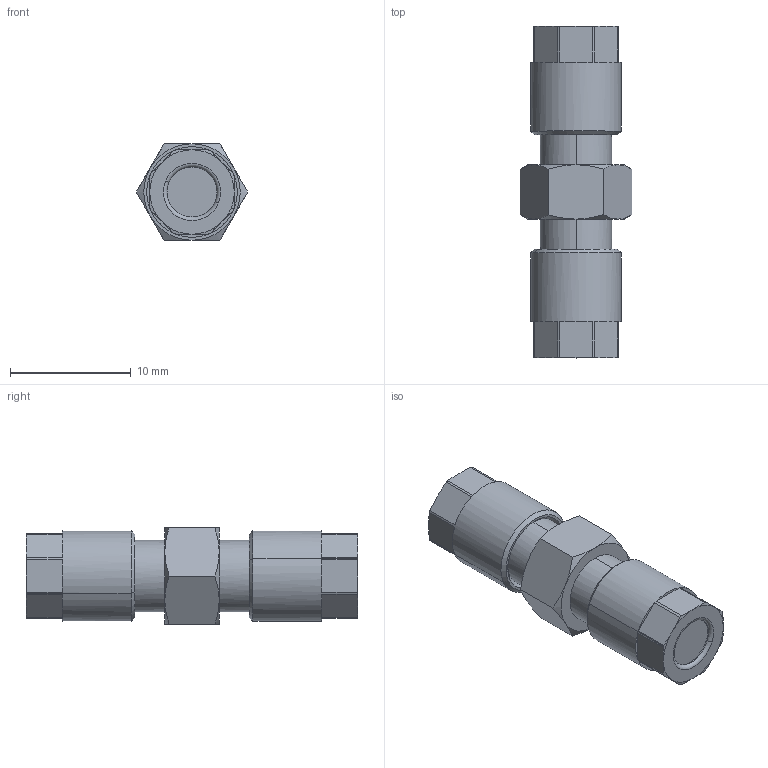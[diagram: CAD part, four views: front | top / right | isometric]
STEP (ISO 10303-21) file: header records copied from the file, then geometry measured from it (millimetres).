
FILE_DESCRIPTION (( 'STEP AP214' ), '1' );
FILE_NAME ('0104000001.step', '2012-09-28T13:22:00', ( '' ), ( '' ), 'SwSTEP 2.0', 'SolidWorks 2012', '' );
FILE_SCHEMA (( 'AUTOMOTIVE_DESIGN' ));
Length unit declared in the file: millimetre
Products named in the file (1): 0104000001
Bounding box: 9.24 x 27.5 x 8 mm (x, y, z)
Volume: 1143 mm3; surface area: 825.8 mm2
Topology: 1 solids, 1 shells, 100 faces, 238 edges, 146 vertices
Faces by surface type: plane 46, cone 38, cylinder 12, torus 4
Entity records: 3820 total; most frequent: CARTESIAN_POINT 685, DIRECTION 490, ORIENTED_EDGE 476, EDGE_CURVE 238, AXIS2_PLACEMENT_3D 207, VERTEX_POINT 146, EDGE_LOOP 106, CIRCLE 106
